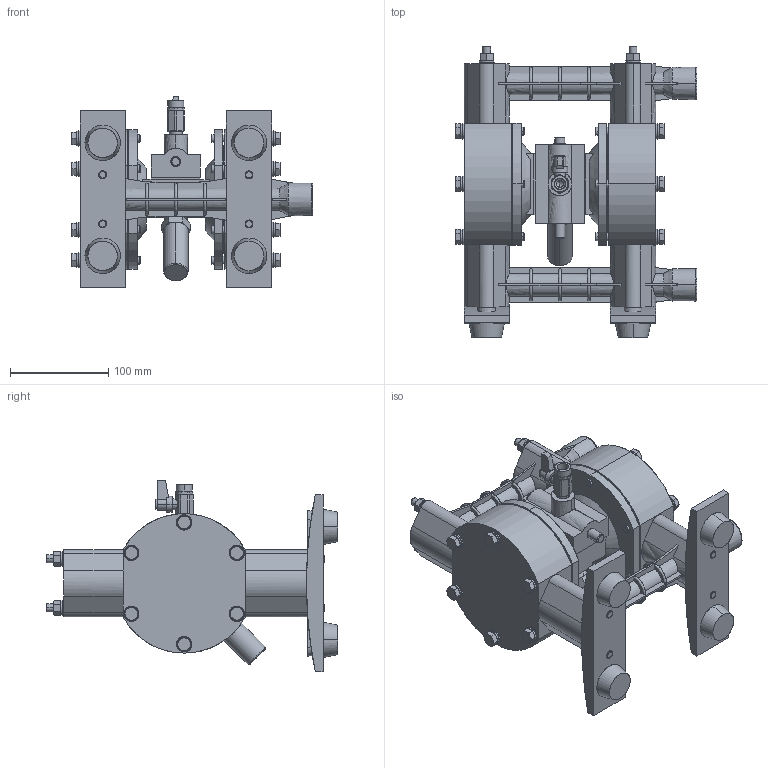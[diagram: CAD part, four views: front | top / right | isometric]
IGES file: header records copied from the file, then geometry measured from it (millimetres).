
Start section: SolidWorks IGES file using analytic representation for surfaces
Global section: file name: DP-15FD_.IGS; native system: SolidWorks 2006 by SolidWorks Corporation; preprocessor: SolidWorks 2006 by SolidWorks Corporation; author: user; date: 090416.161018; units: millimetre
Bounding box: 246.1 x 297 x 194.99 mm (x, y, z)
Surface area: 355434.2 mm2 (no closed solid volume)
Topology: 0 solids, 0 shells, 1235 faces, 19686 edges, 19674 vertices
Faces by surface type: bspline 685, revolution 550
